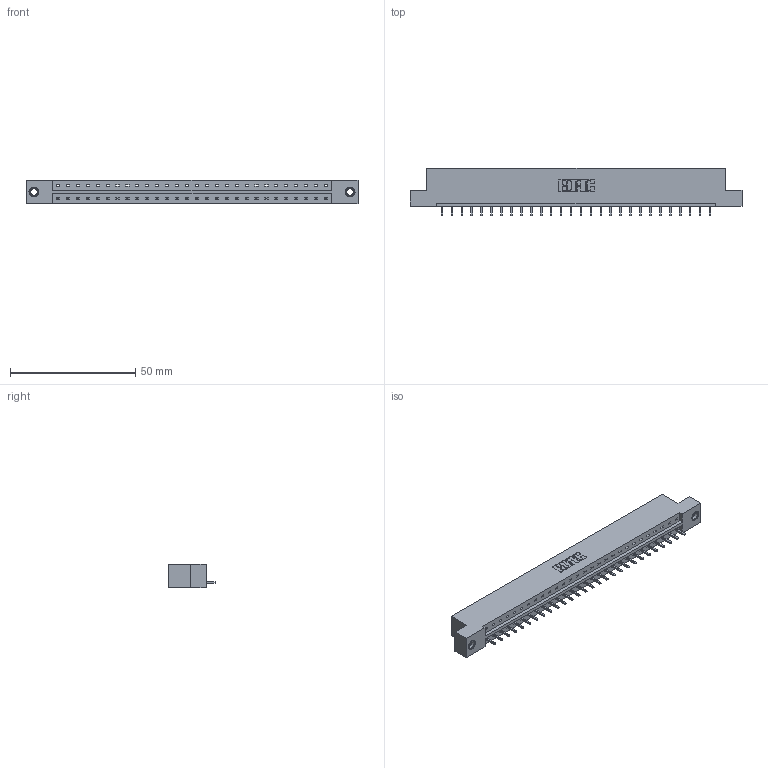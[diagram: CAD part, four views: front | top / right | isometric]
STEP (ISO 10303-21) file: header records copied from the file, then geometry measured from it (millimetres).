
FILE_DESCRIPTION (( 'STEP AP203' ), '1' );
FILE_NAME ('333-028-521-107.STEP', '2018-08-02T14:36:27', ( '' ), ( '' ), 'SwSTEP 2.0', 'SolidWorks 2016', '' );
FILE_SCHEMA (( 'CONFIG_CONTROL_DESIGN' ));
Length unit declared in the file: inch
Products named in the file (4): 333 Part_Flush - .156 Dia - TI; 345-292-001_345-293-121; 345-250-001_345-250-005-103; 333-028-521-107
Assembly tree (31 placements, depth 2):
  333-028-521-107
    333 Part_Flush - .156 Dia - TI
    345-292-001_345-293-121  x28
    345-250-001_345-250-005-103  x2
Bounding box: 132.49 x 19.06 x 9.4 mm (x, y, z)
Volume: 13118.3 mm3; surface area: 13809.3 mm2
Topology: 31 solids, 31 shells, 1798 faces, 5375 edges, 3538 vertices
Faces by surface type: plane 1278, cylinder 504, cone 12, torus 4
Entity records: 20132 total; most frequent: CARTESIAN_POINT 3457, ORIENTED_EDGE 3414, DIRECTION 2977, EDGE_CURVE 1707, VECTOR 1559, LINE 1559, VERTEX_POINT 1132, AXIS2_PLACEMENT_3D 709
